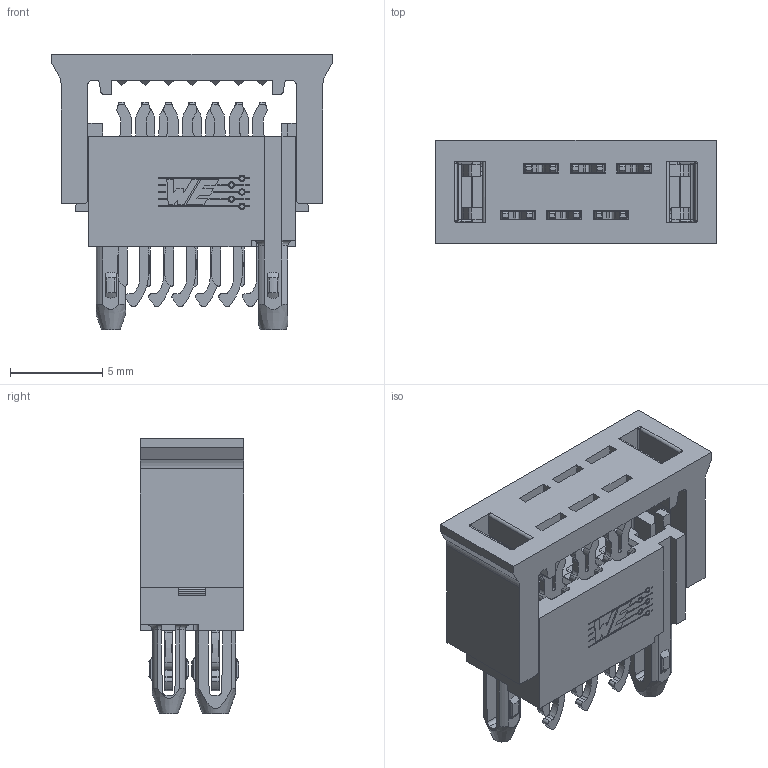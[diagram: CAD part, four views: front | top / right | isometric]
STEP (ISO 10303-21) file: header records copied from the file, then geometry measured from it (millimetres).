
FILE_DESCRIPTION(/* description */ ('Unknown'),/* implementation_level */ '2;1');
FILE_NAME(/* name */ '490107670612',/* time_stamp */ '2019-03-25T08:40:20+01:00',/* author */ ('Unknown'),/* organization */ ('Unknown'),/* preprocessor_version */ 'ST-DEVELOPER v16.7',/* originating_system */ 'DEX',/* authorisation */ $);
FILE_SCHEMA (('AUTOMOTIVE_DESIGN {1 0 10303 214 3 1 1}'));
Length unit declared in the file: millimetre
Products named in the file (4): WST1P2.54_06; CT422_00.4.1.1_0; BS698_6_0; BS697_6_0
Assembly tree (8 placements, depth 2):
  WST1P2.54_06
    CT422_00.4.1.1_0  x6
    BS698_6_0
    BS697_6_0
Bounding box: 15.21 x 5.6 x 14.95 mm (x, y, z)
Volume: 521.9 mm3; surface area: 1459.8 mm2
Topology: 8 solids, 8 shells, 1574 faces, 4495 edges, 2949 vertices
Faces by surface type: plane 1029, cylinder 495, bspline 32, cone 10, torus 8
Full cylindrical faces by diameter (mm): 0.241 x4
Entity records: 39135 total; most frequent: CARTESIAN_POINT 7999, ORIENTED_EDGE 6364, DIRECTION 5843, EDGE_CURVE 3182, LINE 2479, VECTOR 2479, VERTEX_POINT 2077, AXIS2_PLACEMENT_3D 1682
